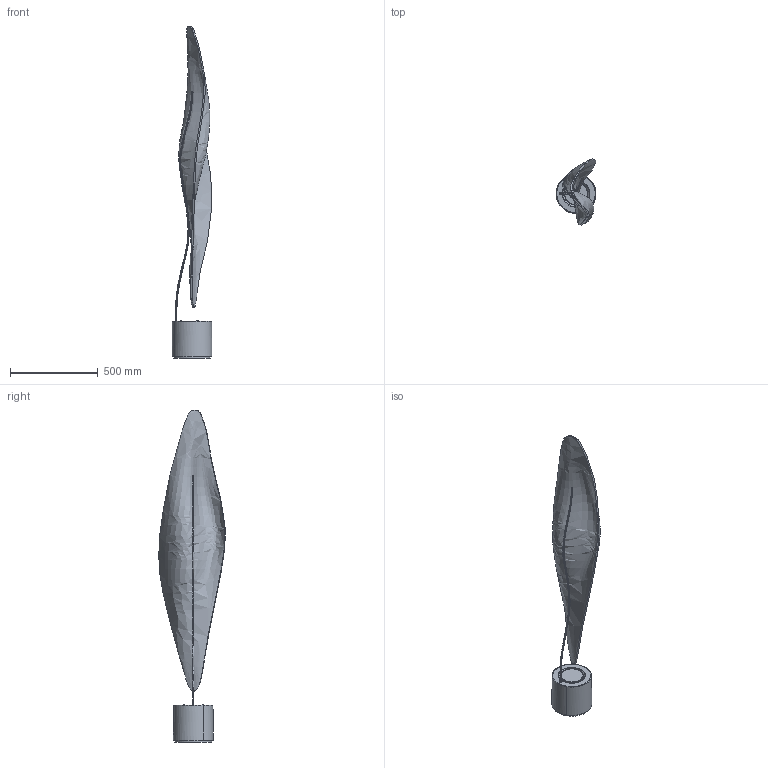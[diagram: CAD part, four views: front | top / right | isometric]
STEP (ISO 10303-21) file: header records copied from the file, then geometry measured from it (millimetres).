
FILE_DESCRIPTION(/* description */ (''),/* implementation_level */ '2;1');
FILE_NAME(/* name */ 'Cosmic Leaf terra',/* time_stamp */ '2010-01-11T11:45:50+01:00',/* author */ (''),/* organization */ (''),/* preprocessor_version */ 'ST-DEVELOPER v10',/* originating_system */ '',/* authorisation */ '');
FILE_SCHEMA (('AUTOMOTIVE_DESIGN'));
Length unit declared in the file: centimetre
Products named in the file (1): 1
Bounding box: 227.46 x 378.89 x 1891.73 mm (x, y, z)
Volume: 4663980.7 mm3; surface area: 1675909.6 mm2
Topology: 8 solids, 9 shells, 132 faces, 319 edges, 206 vertices
Faces by surface type: bspline 132
Entity records: 6246 total; most frequent: CARTESIAN_POINT 4296, ORIENTED_EDGE 628, EDGE_CURVE 315, VERTEX_POINT 206, B_SPLINE_CURVE_WITH_KNOTS 193, EDGE_LOOP 142, ADVANCED_FACE 132, FACE_OUTER_BOUND 132
